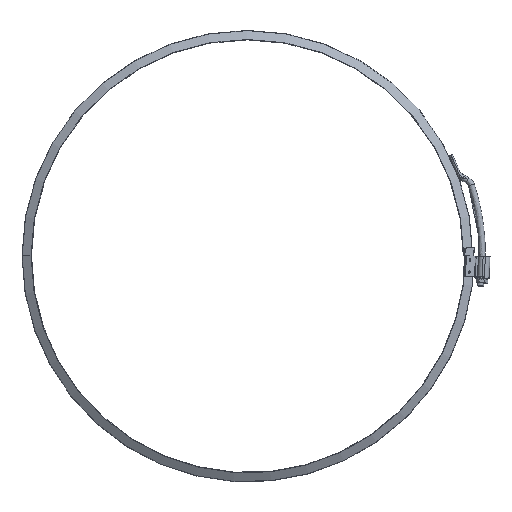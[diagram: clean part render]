
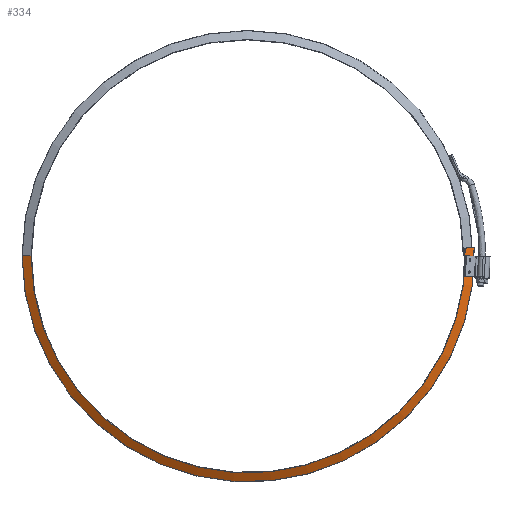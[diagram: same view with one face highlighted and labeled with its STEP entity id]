
A CAD part, top view. The second image highlights one B-rep face of the part: STEP entity #334.
In plain terms, the highlighted conical face has half-angle 60 degrees and reference radius 214.375 mm.
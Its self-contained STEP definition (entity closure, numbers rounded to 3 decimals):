
#270=CONICAL_SURFACE('',#2609,214.375,60.);
#334=ADVANCED_FACE('',(#524),#270,.T.);
#524=FACE_OUTER_BOUND('',#685,.T.);
#685=EDGE_LOOP('',(#1004,#1005,#1006,#1007));
#1004=ORIENTED_EDGE('',*,*,#1828,.T.);
#1005=ORIENTED_EDGE('',*,*,#1829,.T.);
#1006=ORIENTED_EDGE('',*,*,#1830,.F.);
#1007=ORIENTED_EDGE('',*,*,#1826,.F.);
#1570=VERTEX_POINT('',#4052);
#1571=VERTEX_POINT('',#4054);
#1572=VERTEX_POINT('',#4058);
#1573=VERTEX_POINT('',#4060);
#1826=EDGE_CURVE('',#1570,#1571,#2199,.T.);
#1828=EDGE_CURVE('',#1570,#1572,#2333,.T.);
#1829=EDGE_CURVE('',#1572,#1573,#2200,.T.);
#1830=EDGE_CURVE('',#1571,#1573,#2334,.T.);
#2199=CIRCLE('',#2606,214.375);
#2200=CIRCLE('',#2608,222.775);
#2333=LINE('',#4057,#2440);
#2334=LINE('',#4061,#2441);
#2440=VECTOR('',#2996,1.);
#2441=VECTOR('',#2999,1.);
#2606=AXIS2_PLACEMENT_3D('',#4053,#2991,#2992);
#2608=AXIS2_PLACEMENT_3D('',#4059,#2997,#2998);
#2609=AXIS2_PLACEMENT_3D('',#4062,#3000,#3001);
#2991=DIRECTION('',(0.,0.,1.));
#2992=DIRECTION('',(1.,0.,0.));
#2996=DIRECTION('',(-0.866,0.,-0.5));
#2997=DIRECTION('',(0.,0.,1.));
#2998=DIRECTION('',(1.,0.,0.));
#2999=DIRECTION('',(0.865,0.031,-0.5));
#3000=DIRECTION('',(0.,0.,-1.));
#3001=DIRECTION('',(-1.,0.,0.));
#4052=CARTESIAN_POINT('',(-213.575,0.,8.086));
#4053=CARTESIAN_POINT('',(0.8,0.,8.086));
#4054=CARTESIAN_POINT('',(215.037,7.68,8.086));
#4057=CARTESIAN_POINT('',(-213.575,0.,8.086));
#4058=CARTESIAN_POINT('',(-221.975,0.,3.236));
#4059=CARTESIAN_POINT('',(0.8,0.,3.236));
#4060=CARTESIAN_POINT('',(223.432,7.981,3.236));
#4061=CARTESIAN_POINT('',(215.037,7.68,8.086));
#4062=CARTESIAN_POINT('',(0.8,0.,8.086));
